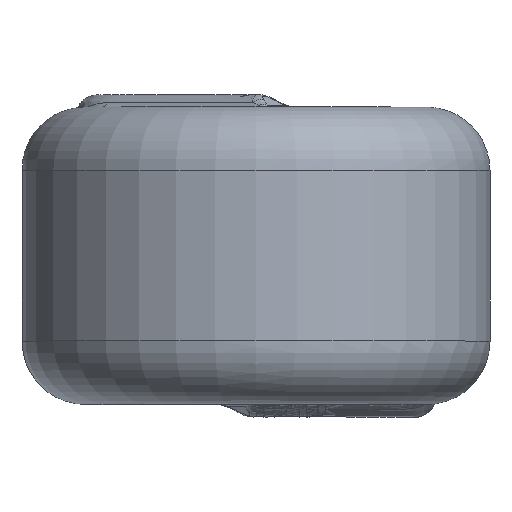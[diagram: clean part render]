
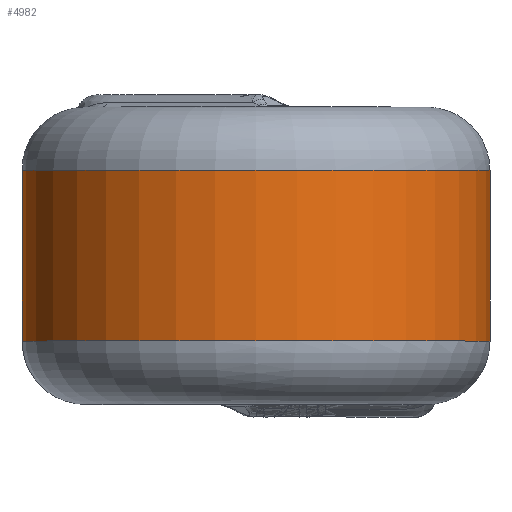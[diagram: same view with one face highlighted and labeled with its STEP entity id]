
A CAD part, top view. The second image highlights one B-rep face of the part: STEP entity #4982.
In plain terms, the highlighted cylindrical face has radius 3.7 mm (diameter 7.4 mm), a full revolution.
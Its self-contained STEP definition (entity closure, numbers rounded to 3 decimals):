
#36=CIRCLE('',#5160,3.7);
#38=CIRCLE('',#5164,3.7);
#623=CYLINDRICAL_SURFACE('',#5165,3.7);
#1080=ORIENTED_EDGE('',*,*,#2026,.T.);
#1081=ORIENTED_EDGE('',*,*,#2034,.T.);
#2026=EDGE_CURVE('',#2537,#2537,#36,.F.);
#2034=EDGE_CURVE('',#2544,#2544,#38,.T.);
#2537=VERTEX_POINT('',#9772);
#2544=VERTEX_POINT('',#9816);
#3051=EDGE_LOOP('',(#1080));
#3052=EDGE_LOOP('',(#1081));
#3275=FACE_BOUND('',#3051,.T.);
#3276=FACE_BOUND('',#3052,.T.);
#4982=ADVANCED_FACE('',(#3275,#3276),#623,.T.);
#5160=AXIS2_PLACEMENT_3D('',#9771,#5409,#5410);
#5164=AXIS2_PLACEMENT_3D('',#9815,#5418,#5419);
#5165=AXIS2_PLACEMENT_3D('',#9838,#5420,#5421);
#5409=DIRECTION('',(0.,1.,0.));
#5410=DIRECTION('',(0.,0.,1.));
#5418=DIRECTION('',(0.,1.,0.));
#5419=DIRECTION('',(0.,0.,1.));
#5420=DIRECTION('',(0.,1.,0.));
#5421=DIRECTION('',(0.,0.,1.));
#9771=CARTESIAN_POINT('',(0.,1.35,0.));
#9772=CARTESIAN_POINT('',(0.,1.35,3.7));
#9815=CARTESIAN_POINT('',(0.,-1.35,0.));
#9816=CARTESIAN_POINT('',(0.,-1.35,3.7));
#9838=CARTESIAN_POINT('',(0.,-2.35,0.));
